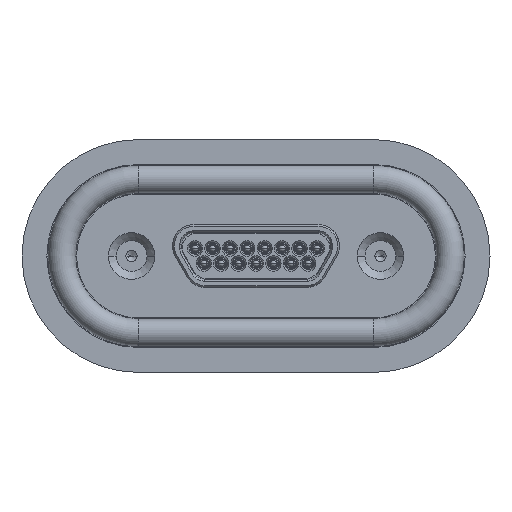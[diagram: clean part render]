
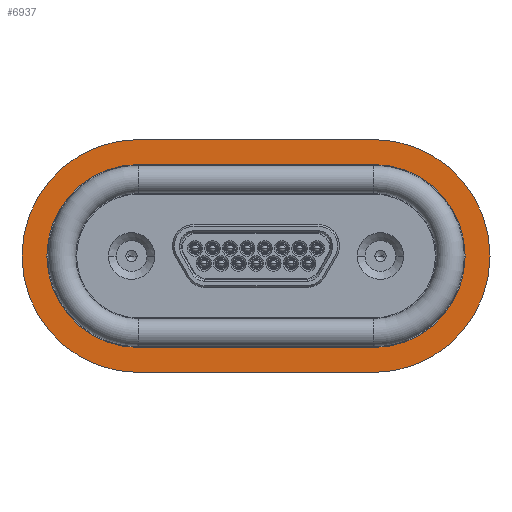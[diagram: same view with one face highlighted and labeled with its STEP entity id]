
A CAD part, front view. The second image highlights one B-rep face of the part: STEP entity #6937.
In plain terms, the highlighted planar face has unit normal (0, -1, 0).
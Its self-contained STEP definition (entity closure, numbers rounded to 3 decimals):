
#1119=CARTESIAN_POINT('',(-8.58,0.,0.));
#1120=DIRECTION('',(0.,1.,0.));
#1121=DIRECTION('',(0.,0.,-1.));
#1122=AXIS2_PLACEMENT_3D('',#1119,#1120,#1121);
#1124=DIRECTION('',(1.,0.,0.));
#1125=VECTOR('',#1124,17.16);
#1126=CARTESIAN_POINT('',(-8.58,0.,8.5));
#1127=LINE('',#1126,#1125);
#1128=CARTESIAN_POINT('',(8.58,0.,0.));
#1129=DIRECTION('',(0.,1.,0.));
#1130=DIRECTION('',(0.,0.,1.));
#1131=AXIS2_PLACEMENT_3D('',#1128,#1129,#1130);
#1133=DIRECTION('',(-1.,0.,0.));
#1134=VECTOR('',#1133,17.16);
#1135=CARTESIAN_POINT('',(8.58,0.,-8.5));
#1136=LINE('',#1135,#1134);
#1137=CARTESIAN_POINT('',(-8.58,0.,0.));
#1138=DIRECTION('',(0.,-1.,0.));
#1139=DIRECTION('',(0.,0.,1.));
#1140=AXIS2_PLACEMENT_3D('',#1137,#1138,#1139);
#1142=DIRECTION('',(1.,0.,0.));
#1143=VECTOR('',#1142,17.16);
#1144=CARTESIAN_POINT('',(-8.58,0.,-6.683));
#1145=LINE('',#1144,#1143);
#1146=CARTESIAN_POINT('',(8.58,0.,0.));
#1147=DIRECTION('',(0.,-1.,0.));
#1148=DIRECTION('',(0.,0.,-1.));
#1149=AXIS2_PLACEMENT_3D('',#1146,#1147,#1148);
#1151=DIRECTION('',(-1.,0.,0.));
#1152=VECTOR('',#1151,17.16);
#1153=CARTESIAN_POINT('',(8.58,0.,6.683));
#1154=LINE('',#1153,#1152);
#4565=CARTESIAN_POINT('',(-8.58,0.,8.5));
#4566=CARTESIAN_POINT('',(8.58,0.,8.5));
#4567=VERTEX_POINT('',#4565);
#4568=VERTEX_POINT('',#4566);
#4569=CARTESIAN_POINT('',(8.58,0.,-8.5));
#4570=CARTESIAN_POINT('',(-8.58,0.,-8.5));
#4571=VERTEX_POINT('',#4569);
#4572=VERTEX_POINT('',#4570);
#4768=CARTESIAN_POINT('',(-8.58,0.,6.683));
#4769=CARTESIAN_POINT('',(-8.58,0.,-6.683));
#4770=VERTEX_POINT('',#4768);
#4771=VERTEX_POINT('',#4769);
#4776=CARTESIAN_POINT('',(8.58,0.,-6.683));
#4777=VERTEX_POINT('',#4776);
#4780=CARTESIAN_POINT('',(8.58,0.,6.683));
#4781=VERTEX_POINT('',#4780);
#6913=CARTESIAN_POINT('',(0.,0.,0.));
#6914=DIRECTION('',(0.,1.,0.));
#6915=DIRECTION('',(1.,0.,0.));
#6916=AXIS2_PLACEMENT_3D('',#6913,#6914,#6915);
#6917=PLANE('',#6916);
#6919=ORIENTED_EDGE('',*,*,#6918,.T.);
#6921=ORIENTED_EDGE('',*,*,#6920,.T.);
#6923=ORIENTED_EDGE('',*,*,#6922,.T.);
#6925=ORIENTED_EDGE('',*,*,#6924,.T.);
#6926=EDGE_LOOP('',(#6919,#6921,#6923,#6925));
#6927=FACE_OUTER_BOUND('',#6926,.F.);
#6928=ORIENTED_EDGE('',*,*,#6903,.T.);
#6930=ORIENTED_EDGE('',*,*,#6929,.T.);
#6932=ORIENTED_EDGE('',*,*,#6931,.T.);
#6934=ORIENTED_EDGE('',*,*,#6933,.T.);
#6935=EDGE_LOOP('',(#6928,#6930,#6932,#6934));
#6936=FACE_BOUND('',#6935,.F.);
#6937=ADVANCED_FACE('',(#6927,#6936),#6917,.F.);
#1123=CIRCLE('',#1122,8.5);
#1132=CIRCLE('',#1131,8.5);
#1141=CIRCLE('',#1140,6.683);
#1150=CIRCLE('',#1149,6.683);
#6903=EDGE_CURVE('',#4770,#4771,#1141,.T.);
#6918=EDGE_CURVE('',#4572,#4567,#1123,.T.);
#6920=EDGE_CURVE('',#4567,#4568,#1127,.T.);
#6922=EDGE_CURVE('',#4568,#4571,#1132,.T.);
#6924=EDGE_CURVE('',#4571,#4572,#1136,.T.);
#6929=EDGE_CURVE('',#4771,#4777,#1145,.T.);
#6931=EDGE_CURVE('',#4777,#4781,#1150,.T.);
#6933=EDGE_CURVE('',#4781,#4770,#1154,.T.);
